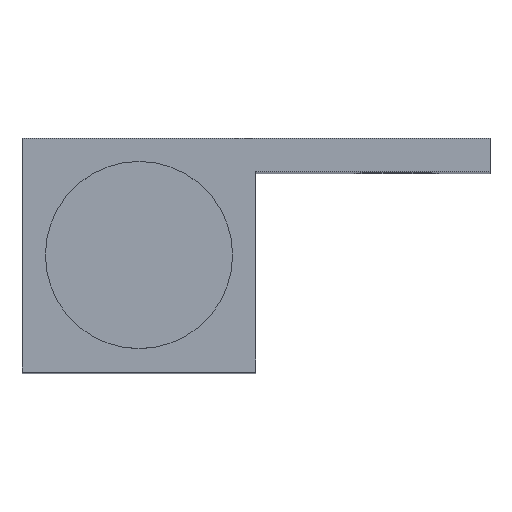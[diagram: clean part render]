
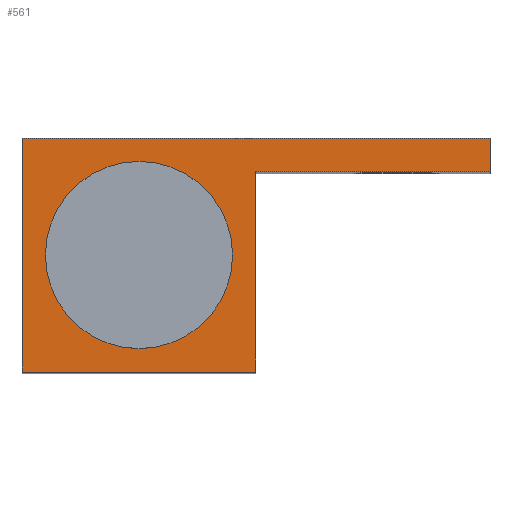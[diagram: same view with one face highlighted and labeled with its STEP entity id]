
A CAD part, top view. The second image highlights one B-rep face of the part: STEP entity #561.
In plain terms, the highlighted planar face has unit normal (0, 0, 1).
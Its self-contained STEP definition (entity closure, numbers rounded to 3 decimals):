
#360=CARTESIAN_POINT('POINT2450',(-18.642,-6.25,
   7.5));
#361=VERTEX_POINT('VERTEX2450',#360);
#368=CARTESIAN_POINT('POINT2451',(-8.642,-6.25,
   7.5));
#369=VERTEX_POINT('VERTEX2451',#368);
#370=CARTESIAN_POINT('POS3584',(-13.642,-6.25,
   7.5));
#371=DIRECTION('DIR5805',(0.,0.,-1.));
#372=DIRECTION('DIR5806',(-1.,0.,0.));
#373=AXIS2_PLACEMENT_3D('AXIS2222',#370,#371,#372);
#374=CIRCLE('ELLIPSE1229',#373,5.);
#375=EDGE_CURVE('EDGE3878',#369,#361,#374,.T.);
#395=EDGE_CURVE('EDGE3880',#361,#369,#374,.T.);
#502=ORIENTED_EDGE('COEDGE7775',*,*,#395,.T.);
#503=ORIENTED_EDGE('COEDGE7776',*,*,#375,.T.);
#504=EDGE_LOOP('NONE',(#502,#503));
#505=FACE_BOUND('LOOP1',#504,.T.);
#506=CARTESIAN_POINT('POINT2460',(-7.392,-12.5,7.5));
#507=VERTEX_POINT('VERTEX2460',#506);
#508=CARTESIAN_POINT('POINT2461',(-7.392,-1.8,
   7.5));
#509=VERTEX_POINT('VERTEX2461',#508);
#510=CARTESIAN_POINT('POS3597',(-7.392,-7.15,
   7.5));
#511=DIRECTION('DIR5826',(0.,1.,0.));
#512=VECTOR('VEC1368',#511,1.);
#513=LINE('STRAIGHT1368',#510,#512);
#514=EDGE_CURVE('EDGE3893',#507,#509,#513,.T.);
#515=ORIENTED_EDGE('COEDGE7777',*,*,#514,.T.);
#516=CARTESIAN_POINT('POINT2462',(5.108,-1.8,
   7.5));
#517=VERTEX_POINT('VERTEX2462',#516);
#518=CARTESIAN_POINT('POS3598',(-1.142,-1.8,
   7.5));
#519=DIRECTION('DIR5827',(1.,0.,0.));
#520=VECTOR('VEC1369',#519,1.);
#521=LINE('STRAIGHT1369',#518,#520);
#522=EDGE_CURVE('EDGE3894',#509,#517,#521,.T.);
#523=ORIENTED_EDGE('COEDGE7778',*,*,#522,.T.);
#524=CARTESIAN_POINT('POINT2463',(5.108,0.,
   7.5));
#525=VERTEX_POINT('VERTEX2463',#524);
#526=CARTESIAN_POINT('POS3599',(5.108,-6.25,
   7.5));
#527=DIRECTION('DIR5828',(0.,-1.,0.));
#528=VECTOR('VEC1370',#527,1.);
#529=LINE('STRAIGHT1370',#526,#528);
#530=EDGE_CURVE('EDGE3895',#525,#517,#529,.T.);
#531=ORIENTED_EDGE('COEDGE7779',*,*,#530,.F.);
#532=CARTESIAN_POINT('POINT2464',(-19.892,0.,
   7.5));
#533=VERTEX_POINT('VERTEX2464',#532);
#534=CARTESIAN_POINT('POS3600',(-7.392,0.,
   7.5));
#535=DIRECTION('DIR5829',(-1.,0.,0.));
#536=VECTOR('VEC1371',#535,1.);
#537=LINE('STRAIGHT1371',#534,#536);
#538=EDGE_CURVE('EDGE3896',#525,#533,#537,.T.);
#539=ORIENTED_EDGE('COEDGE7780',*,*,#538,.T.);
#540=CARTESIAN_POINT('POINT2465',(-19.892,-12.5,7.5));
#541=VERTEX_POINT('VERTEX2465',#540);
#542=CARTESIAN_POINT('POS3601',(-19.892,-6.25,
   7.5));
#543=DIRECTION('DIR5830',(0.,1.,0.));
#544=VECTOR('VEC1372',#543,1.);
#545=LINE('STRAIGHT1372',#542,#544);
#546=EDGE_CURVE('EDGE3897',#541,#533,#545,.T.);
#547=ORIENTED_EDGE('COEDGE7781',*,*,#546,.F.);
#548=CARTESIAN_POINT('POS3602',(-7.392,-12.5,7.5));
#549=DIRECTION('DIR5831',(-1.,0.,0.));
#550=VECTOR('VEC1373',#549,1.);
#551=LINE('STRAIGHT1373',#548,#550);
#552=EDGE_CURVE('EDGE3898',#507,#541,#551,.T.);
#553=ORIENTED_EDGE('COEDGE7782',*,*,#552,.F.);
#554=EDGE_LOOP('NONE',(#515,#523,#531,#539,#547,#553));
#555=FACE_BOUND('LOOP1',#554,.T.);
#556=CARTESIAN_POINT('POS3603',(-7.392,-6.25,
   7.5));
#557=DIRECTION('DIR5832',(0.,0.,-1.));
#558=DIRECTION('DIR5833',(1.,0.,0.));
#559=AXIS2_PLACEMENT_3D('AXIS2230',#556,#557,#558);
#560=PLANE('PLANE488',#559);
#561=ADVANCED_FACE('FACE1706',(#505,#555),#560,.F.);
